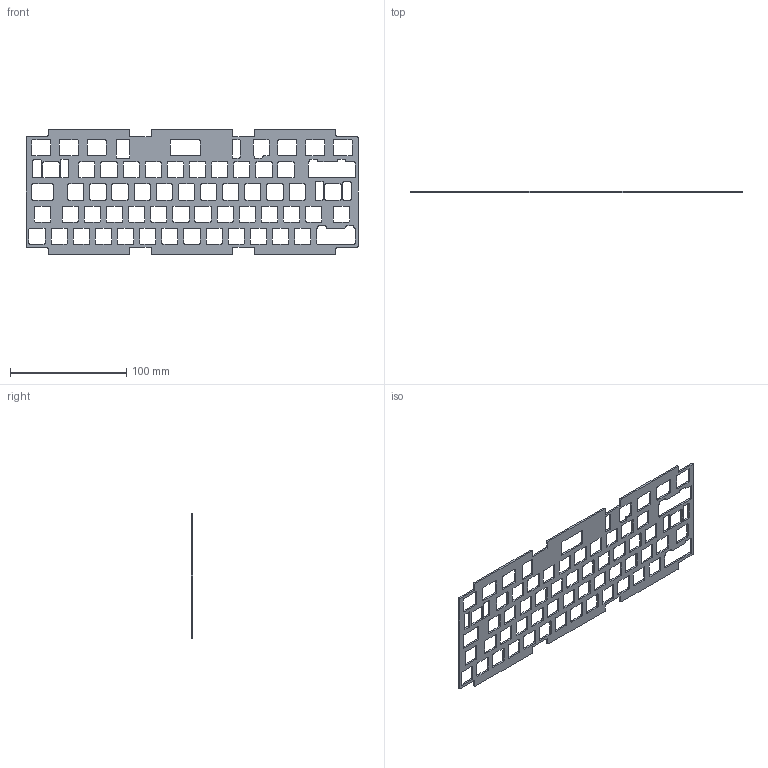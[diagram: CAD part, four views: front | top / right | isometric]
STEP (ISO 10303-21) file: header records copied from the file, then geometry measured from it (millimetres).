
FILE_DESCRIPTION(/* description */ (''),/* implementation_level */ '2;1');
FILE_NAME(/* name */ 'No160-Plate.step',/* time_stamp */ '2019-07-15T09:23:56-04:00',/* author */ (''),/* organization */ (''),/* preprocessor_version */ 'ST-DEVELOPER v18',/* originating_system */ 'Autodesk Translation Framework v8.2.0.1029',/* authorisation */ '');
FILE_SCHEMA (('AUTOMOTIVE_DESIGN { 1 0 10303 214 3 1 1 }'));
Length unit declared in the file: millimetre
Products named in the file (1): (Unsaved)
Bounding box: 285.75 x 1.5 x 108.25 mm (x, y, z)
Volume: 24245.7 mm3; surface area: 39196.2 mm2
Topology: 1 solids, 1 shells, 624 faces, 1866 edges, 1244 vertices
Faces by surface type: cylinder 316, plane 308
Entity records: 21483 total; most frequent: DIRECTION 3748, CARTESIAN_POINT 3735, ORIENTED_EDGE 3732, EDGE_CURVE 1866, AXIS2_PLACEMENT_3D 1257, VERTEX_POINT 1244, LINE 1234, VECTOR 1234
